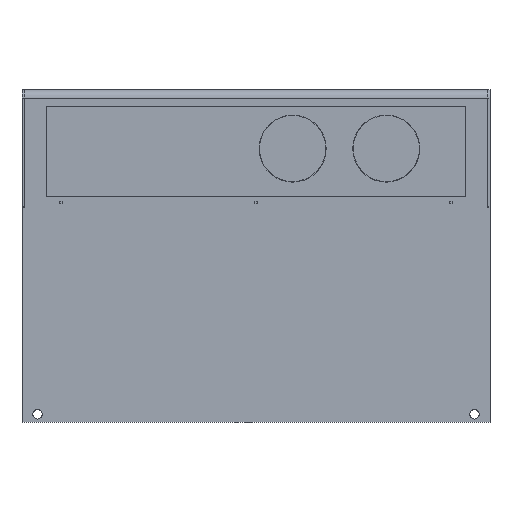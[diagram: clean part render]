
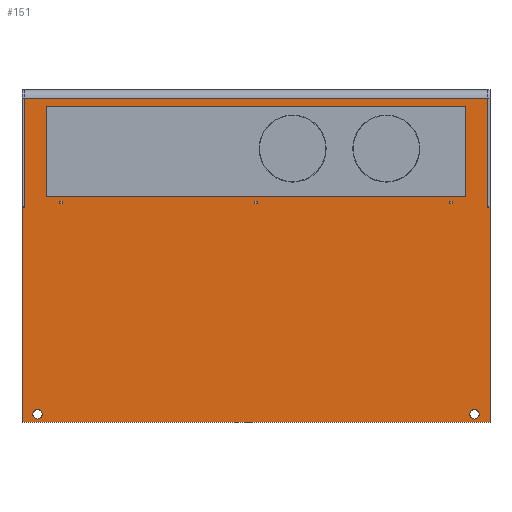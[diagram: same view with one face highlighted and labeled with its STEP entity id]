
A CAD part, top view. The second image highlights one B-rep face of the part: STEP entity #151.
In plain terms, the highlighted planar face has unit normal (0, 0, 1).
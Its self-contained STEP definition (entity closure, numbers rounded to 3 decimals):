
#151=ADVANCED_FACE('',(#593,#594,#595,#596,#597,#598,#599),#600,.T.);
#593=FACE_BOUND('',#1408,.T.);
#594=FACE_BOUND('',#1409,.T.);
#595=FACE_BOUND('',#1410,.T.);
#596=FACE_OUTER_BOUND('',#1411,.T.);
#597=FACE_BOUND('',#1412,.T.);
#598=FACE_BOUND('',#1413,.T.);
#599=FACE_BOUND('',#1414,.T.);
#600=PLANE('',#1415);
#1408=EDGE_LOOP('',(#2497,#2498,#2499,#2500));
#1409=EDGE_LOOP('',(#2501,#2502));
#1410=EDGE_LOOP('',(#2503,#2504));
#1411=EDGE_LOOP('',(#2505,#2506,#2507,#2508,#2509,#2510,#2511,#2512));
#1412=EDGE_LOOP('',(#2513,#2514,#2515,#2516));
#1413=EDGE_LOOP('',(#2517,#2518,#2519,#2520));
#1414=EDGE_LOOP('',(#2521,#2522,#2523,#2524));
#1415=AXIS2_PLACEMENT_3D('',#2525,#2526,#2527);
#2497=ORIENTED_EDGE('',*,*,#5428,.F.);
#2498=ORIENTED_EDGE('',*,*,#5429,.F.);
#2499=ORIENTED_EDGE('',*,*,#5430,.F.);
#2500=ORIENTED_EDGE('',*,*,#5431,.F.);
#2501=ORIENTED_EDGE('',*,*,#5419,.F.);
#2502=ORIENTED_EDGE('',*,*,#5432,.F.);
#2503=ORIENTED_EDGE('',*,*,#5427,.F.);
#2504=ORIENTED_EDGE('',*,*,#5433,.F.);
#2505=ORIENTED_EDGE('',*,*,#5434,.F.);
#2506=ORIENTED_EDGE('',*,*,#5435,.F.);
#2507=ORIENTED_EDGE('',*,*,#5436,.T.);
#2508=ORIENTED_EDGE('',*,*,#5437,.T.);
#2509=ORIENTED_EDGE('',*,*,#5438,.T.);
#2510=ORIENTED_EDGE('',*,*,#5439,.T.);
#2511=ORIENTED_EDGE('',*,*,#5440,.T.);
#2512=ORIENTED_EDGE('',*,*,#5441,.T.);
#2513=ORIENTED_EDGE('',*,*,#5442,.T.);
#2514=ORIENTED_EDGE('',*,*,#5443,.T.);
#2515=ORIENTED_EDGE('',*,*,#5444,.T.);
#2516=ORIENTED_EDGE('',*,*,#5445,.T.);
#2517=ORIENTED_EDGE('',*,*,#5446,.T.);
#2518=ORIENTED_EDGE('',*,*,#5447,.T.);
#2519=ORIENTED_EDGE('',*,*,#5448,.T.);
#2520=ORIENTED_EDGE('',*,*,#5449,.T.);
#2521=ORIENTED_EDGE('',*,*,#5450,.T.);
#2522=ORIENTED_EDGE('',*,*,#5451,.T.);
#2523=ORIENTED_EDGE('',*,*,#5452,.T.);
#2524=ORIENTED_EDGE('',*,*,#5453,.T.);
#2525=CARTESIAN_POINT('',(0.,-32.25,80.));
#2526=DIRECTION('',(0.,0.,1.0));
#2527=DIRECTION('',(1.0,0.,0.));
#5419=EDGE_CURVE('',#6523,#6520,#6525,.T.);
#5427=EDGE_CURVE('',#6537,#6534,#6539,.T.);
#5428=EDGE_CURVE('',#6540,#6541,#6542,.T.);
#5429=EDGE_CURVE('',#6543,#6540,#6544,.T.);
#5430=EDGE_CURVE('',#6545,#6543,#6546,.T.);
#5431=EDGE_CURVE('',#6541,#6545,#6547,.T.);
#5432=EDGE_CURVE('',#6520,#6523,#6548,.T.);
#5433=EDGE_CURVE('',#6534,#6537,#6549,.T.);
#5434=EDGE_CURVE('',#6550,#6551,#6552,.T.);
#5435=EDGE_CURVE('',#6553,#6550,#6554,.T.);
#5436=EDGE_CURVE('',#6553,#6555,#6556,.T.);
#5437=EDGE_CURVE('',#6555,#6557,#6558,.T.);
#5438=EDGE_CURVE('',#6557,#6559,#6560,.T.);
#5439=EDGE_CURVE('',#6559,#6561,#6562,.T.);
#5440=EDGE_CURVE('',#6561,#6563,#6564,.T.);
#5441=EDGE_CURVE('',#6563,#6551,#6565,.T.);
#5442=EDGE_CURVE('',#6566,#6567,#6568,.T.);
#5443=EDGE_CURVE('',#6567,#6569,#6570,.T.);
#5444=EDGE_CURVE('',#6569,#6571,#6572,.T.);
#5445=EDGE_CURVE('',#6571,#6566,#6573,.T.);
#5446=EDGE_CURVE('',#6574,#6575,#6576,.T.);
#5447=EDGE_CURVE('',#6575,#6577,#6578,.T.);
#5448=EDGE_CURVE('',#6577,#6579,#6580,.T.);
#5449=EDGE_CURVE('',#6579,#6574,#6581,.T.);
#5450=EDGE_CURVE('',#6582,#6583,#6584,.T.);
#5451=EDGE_CURVE('',#6583,#6585,#6586,.T.);
#5452=EDGE_CURVE('',#6585,#6587,#6588,.T.);
#5453=EDGE_CURVE('',#6587,#6582,#6589,.T.);
#6520=VERTEX_POINT('',#8300);
#6523=VERTEX_POINT('',#8304);
#6525=CIRCLE('',#8307,3.0);
#6534=VERTEX_POINT('',#8318);
#6537=VERTEX_POINT('',#8322);
#6539=CIRCLE('',#8325,3.0);
#6540=VERTEX_POINT('',#8326);
#6541=VERTEX_POINT('',#8327);
#6542=LINE('',#8328,#8329);
#6543=VERTEX_POINT('',#8330);
#6544=LINE('',#8331,#8332);
#6545=VERTEX_POINT('',#8333);
#6546=LINE('',#8334,#8335);
#6547=LINE('',#8336,#8337);
#6548=CIRCLE('',#8338,3.0);
#6549=CIRCLE('',#8339,3.0);
#6550=VERTEX_POINT('',#8340);
#6551=VERTEX_POINT('',#8341);
#6552=LINE('',#8342,#8343);
#6553=VERTEX_POINT('',#8344);
#6554=LINE('',#8345,#8346);
#6555=VERTEX_POINT('',#8347);
#6556=LINE('',#8348,#8349);
#6557=VERTEX_POINT('',#8350);
#6558=LINE('',#8351,#8352);
#6559=VERTEX_POINT('',#8353);
#6560=LINE('',#8354,#8355);
#6561=VERTEX_POINT('',#8356);
#6562=LINE('',#8357,#8358);
#6563=VERTEX_POINT('',#8359);
#6564=LINE('',#8360,#8361);
#6565=LINE('',#8362,#8363);
#6566=VERTEX_POINT('',#8364);
#6567=VERTEX_POINT('',#8365);
#6568=LINE('',#8366,#8367);
#6569=VERTEX_POINT('',#8368);
#6570=LINE('',#8369,#8370);
#6571=VERTEX_POINT('',#8371);
#6572=LINE('',#8372,#8373);
#6573=LINE('',#8374,#8375);
#6574=VERTEX_POINT('',#8376);
#6575=VERTEX_POINT('',#8377);
#6576=LINE('',#8378,#8379);
#6577=VERTEX_POINT('',#8380);
#6578=LINE('',#8381,#8382);
#6579=VERTEX_POINT('',#8383);
#6580=LINE('',#8384,#8385);
#6581=LINE('',#8386,#8387);
#6582=VERTEX_POINT('',#8388);
#6583=VERTEX_POINT('',#8389);
#6584=LINE('',#8390,#8391);
#6585=VERTEX_POINT('',#8392);
#6586=LINE('',#8393,#8394);
#6587=VERTEX_POINT('',#8395);
#6588=LINE('',#8396,#8397);
#6589=LINE('',#8398,#8399);
#8300=CARTESIAN_POINT('',(140.0,-130.0,80.));
#8304=CARTESIAN_POINT('',(140.0,-136.0,80.));
#8307=AXIS2_PLACEMENT_3D('',#10617,#10618,#10619);
#8318=CARTESIAN_POINT('',(-140.0,-130.0,80.));
#8322=CARTESIAN_POINT('',(-140.0,-136.0,80.));
#8325=AXIS2_PLACEMENT_3D('',#10633,#10634,#10635);
#8326=CARTESIAN_POINT('',(134.5,6.5,80.));
#8327=CARTESIAN_POINT('',(134.5,64.5,80.));
#8328=CARTESIAN_POINT('',(134.5,6.5,80.));
#8329=VECTOR('',#10636,1000.0);
#8330=CARTESIAN_POINT('',(-134.5,6.5,80.));
#8331=CARTESIAN_POINT('',(-134.5,6.5,80.));
#8332=VECTOR('',#10637,1000.0);
#8333=CARTESIAN_POINT('',(-134.5,64.5,80.));
#8334=CARTESIAN_POINT('',(-134.5,64.5,80.));
#8335=VECTOR('',#10638,1000.0);
#8336=CARTESIAN_POINT('',(134.5,64.5,80.));
#8337=VECTOR('',#10639,1000.0);
#8338=AXIS2_PLACEMENT_3D('',#10640,#10641,#10642);
#8339=AXIS2_PLACEMENT_3D('',#10643,#10644,#10645);
#8340=CARTESIAN_POINT('',(-148.5,-0.1,80.));
#8341=CARTESIAN_POINT('',(-148.5,69.5,80.));
#8342=CARTESIAN_POINT('',(-148.5,-32.25,80.));
#8343=VECTOR('',#10646,1000.0);
#8344=CARTESIAN_POINT('',(-150.0,-0.1,80.));
#8345=CARTESIAN_POINT('',(0.,-0.1,80.));
#8346=VECTOR('',#10647,1000.0);
#8347=CARTESIAN_POINT('',(-150.0,-138.0,80.));
#8348=CARTESIAN_POINT('',(-150.0,73.5,80.));
#8349=VECTOR('',#10648,1000.0);
#8350=CARTESIAN_POINT('',(150.0,-138.0,80.));
#8351=CARTESIAN_POINT('',(-150.0,-138.0,80.));
#8352=VECTOR('',#10649,1000.0);
#8353=CARTESIAN_POINT('',(150.0,-0.1,80.));
#8354=CARTESIAN_POINT('',(150.0,-138.0,80.));
#8355=VECTOR('',#10650,1000.0);
#8356=CARTESIAN_POINT('',(148.5,-0.1,80.));
#8357=CARTESIAN_POINT('',(0.,-0.1,80.));
#8358=VECTOR('',#10651,1000.0);
#8359=CARTESIAN_POINT('',(148.5,69.5,80.));
#8360=CARTESIAN_POINT('',(148.5,-32.25,80.));
#8361=VECTOR('',#10652,1000.0);
#8362=CARTESIAN_POINT('',(150.0,69.5,80.));
#8363=VECTOR('',#10653,1000.0);
#8364=CARTESIAN_POINT('',(124.15,1.9,80.));
#8365=CARTESIAN_POINT('',(124.15,3.6,80.));
#8366=CARTESIAN_POINT('',(124.15,3.6,80.));
#8367=VECTOR('',#10654,1000.0);
#8368=CARTESIAN_POINT('',(125.85,3.6,80.));
#8369=CARTESIAN_POINT('',(124.15,3.6,80.));
#8370=VECTOR('',#10655,1000.0);
#8371=CARTESIAN_POINT('',(125.85,1.9,80.));
#8372=CARTESIAN_POINT('',(125.85,3.6,80.));
#8373=VECTOR('',#10656,1000.0);
#8374=CARTESIAN_POINT('',(124.15,1.9,80.));
#8375=VECTOR('',#10657,1000.0);
#8376=CARTESIAN_POINT('',(-0.85,1.9,80.));
#8377=CARTESIAN_POINT('',(-0.85,3.6,80.));
#8378=CARTESIAN_POINT('',(-0.85,3.6,80.));
#8379=VECTOR('',#10658,1000.0);
#8380=CARTESIAN_POINT('',(0.85,3.6,80.));
#8381=CARTESIAN_POINT('',(-0.85,3.6,80.));
#8382=VECTOR('',#10659,1000.0);
#8383=CARTESIAN_POINT('',(0.85,1.9,80.));
#8384=CARTESIAN_POINT('',(0.85,3.6,80.));
#8385=VECTOR('',#10660,1000.0);
#8386=CARTESIAN_POINT('',(-0.85,1.9,80.));
#8387=VECTOR('',#10661,1000.0);
#8388=CARTESIAN_POINT('',(-125.85,1.9,80.));
#8389=CARTESIAN_POINT('',(-125.85,3.6,80.));
#8390=CARTESIAN_POINT('',(-125.85,3.6,80.));
#8391=VECTOR('',#10662,1000.0);
#8392=CARTESIAN_POINT('',(-124.15,3.6,80.));
#8393=CARTESIAN_POINT('',(-125.85,3.6,80.));
#8394=VECTOR('',#10663,1000.0);
#8395=CARTESIAN_POINT('',(-124.15,1.9,80.));
#8396=CARTESIAN_POINT('',(-124.15,3.6,80.));
#8397=VECTOR('',#10664,1000.0);
#8398=CARTESIAN_POINT('',(-125.85,1.9,80.));
#8399=VECTOR('',#10665,1000.0);
#10617=CARTESIAN_POINT('',(140.0,-133.0,80.));
#10618=DIRECTION('',(0.,0.,1.0));
#10619=DIRECTION('',(0.,-1.0,0.));
#10633=CARTESIAN_POINT('',(-140.0,-133.0,80.));
#10634=DIRECTION('',(0.,0.,1.0));
#10635=DIRECTION('',(0.,-1.0,0.));
#10636=DIRECTION('',(0.,1.0,0.));
#10637=DIRECTION('',(1.0,0.,0.));
#10638=DIRECTION('',(0.,-1.0,0.));
#10639=DIRECTION('',(-1.0,0.,0.));
#10640=CARTESIAN_POINT('',(140.0,-133.0,80.));
#10641=DIRECTION('',(0.,0.,1.0));
#10642=DIRECTION('',(0.,-1.0,0.));
#10643=CARTESIAN_POINT('',(-140.0,-133.0,80.));
#10644=DIRECTION('',(0.,0.,1.0));
#10645=DIRECTION('',(0.,-1.0,0.));
#10646=DIRECTION('',(0.,1.0,0.));
#10647=DIRECTION('',(1.0,0.,0.));
#10648=DIRECTION('',(0.,-1.0,0.));
#10649=DIRECTION('',(1.0,0.,0.));
#10650=DIRECTION('',(0.,1.0,0.));
#10651=DIRECTION('',(-1.0,0.,0.));
#10652=DIRECTION('',(0.,1.0,0.));
#10653=DIRECTION('',(-1.0,0.,0.));
#10654=DIRECTION('',(0.,1.0,0.));
#10655=DIRECTION('',(1.0,0.,0.));
#10656=DIRECTION('',(0.,-1.0,0.));
#10657=DIRECTION('',(-1.0,0.,0.));
#10658=DIRECTION('',(0.,1.0,0.));
#10659=DIRECTION('',(1.0,0.,0.));
#10660=DIRECTION('',(0.,-1.0,0.));
#10661=DIRECTION('',(-1.0,0.,0.));
#10662=DIRECTION('',(0.,1.0,0.));
#10663=DIRECTION('',(1.0,0.,0.));
#10664=DIRECTION('',(0.,-1.0,0.));
#10665=DIRECTION('',(-1.0,0.,0.));
